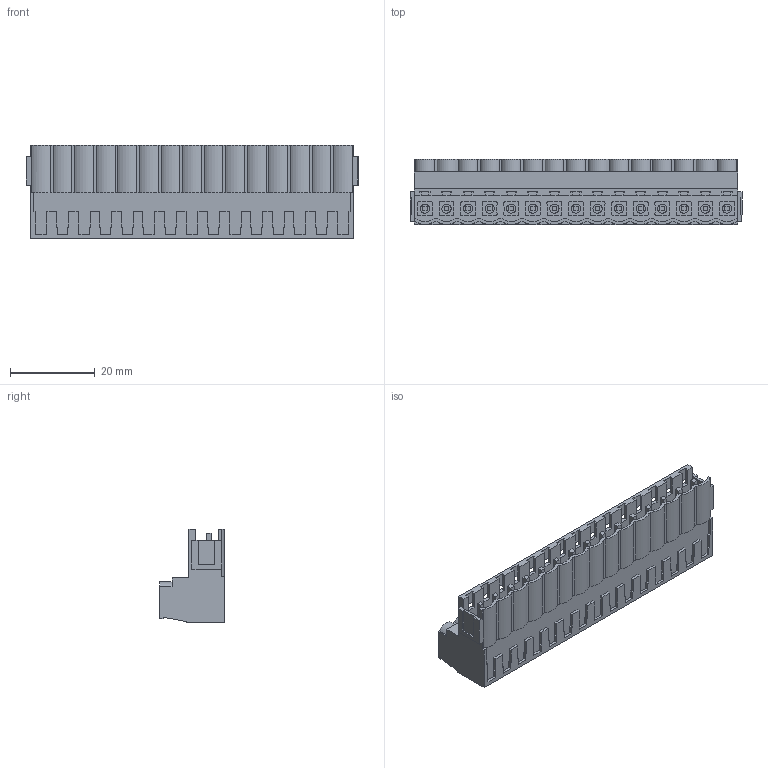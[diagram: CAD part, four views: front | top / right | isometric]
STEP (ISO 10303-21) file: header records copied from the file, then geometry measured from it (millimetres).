
FILE_DESCRIPTION(('CATIA V5 STEP Exchange','CAx-IF Rec.Pracs.--- Model Styling and Organization---1.4--- 2014-01-23'),'2;1');
FILE_NAME ('D1453774_1_1627370000_1627370000.stp','2022-08-02T13:28:01+00:00',('none'),('Weidmueller'),'CATIA Version 5-6 Release 2016 SP3 HF44','CATIA V5 STEP AP214','none');
FILE_SCHEMA(('AUTOMOTIVE_DESIGN { 1 0 10303 214 1 1 1 1 }'));
Length unit declared in the file: millimetre
Products named in the file (1): 1627370000
Bounding box: 78.16 x 15.3 x 22.05 mm (x, y, z)
Volume: 13062.4 mm3; surface area: 11221.9 mm2
Topology: 31 solids, 31 shells, 1054 faces, 2744 edges, 1812 vertices
Faces by surface type: plane 799, cylinder 195, extrusion 60
Entity records: 31285 total; most frequent: CARTESIAN_POINT 7456, ORIENTED_EDGE 5488, DIRECTION 3727, EDGE_CURVE 2744, VECTOR 2232, LINE 2172, VERTEX_POINT 1812, EDGE_LOOP 1144
